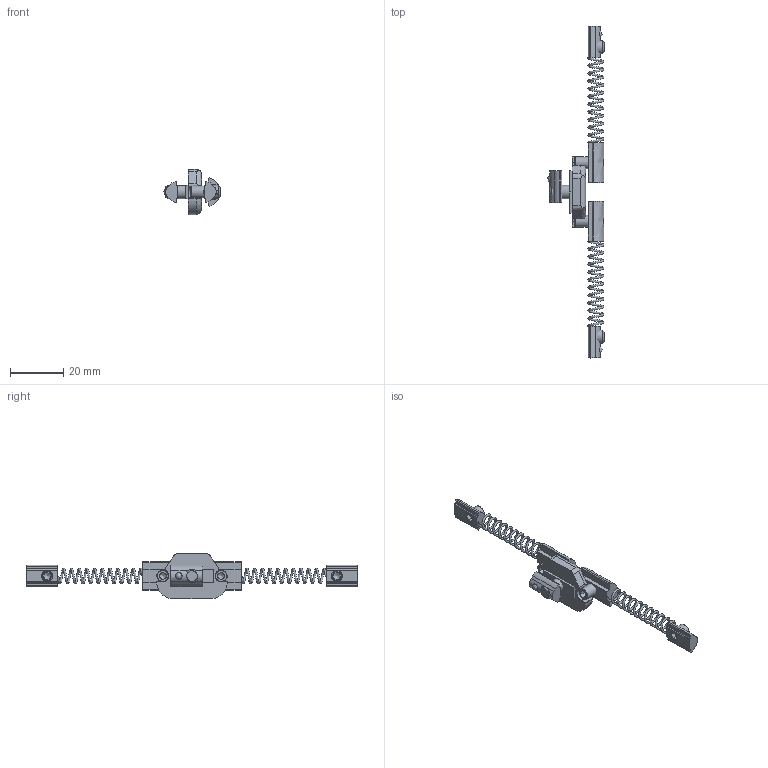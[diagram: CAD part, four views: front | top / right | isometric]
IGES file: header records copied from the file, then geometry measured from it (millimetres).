
Global section: file name: HSZ0401Z_A; native system: Autodesk Inventor 2015; preprocessor: unknown; author: Behrens; date: 20151123.104712; units: millimetre
Bounding box: 21.2 x 125 x 17 mm (x, y, z)
Volume: 4304.1 mm3; surface area: 5261.1 mm2
Topology: 16 solids, 16 shells, 209 faces, 546 edges, 369 vertices
Faces by surface type: bspline 209
